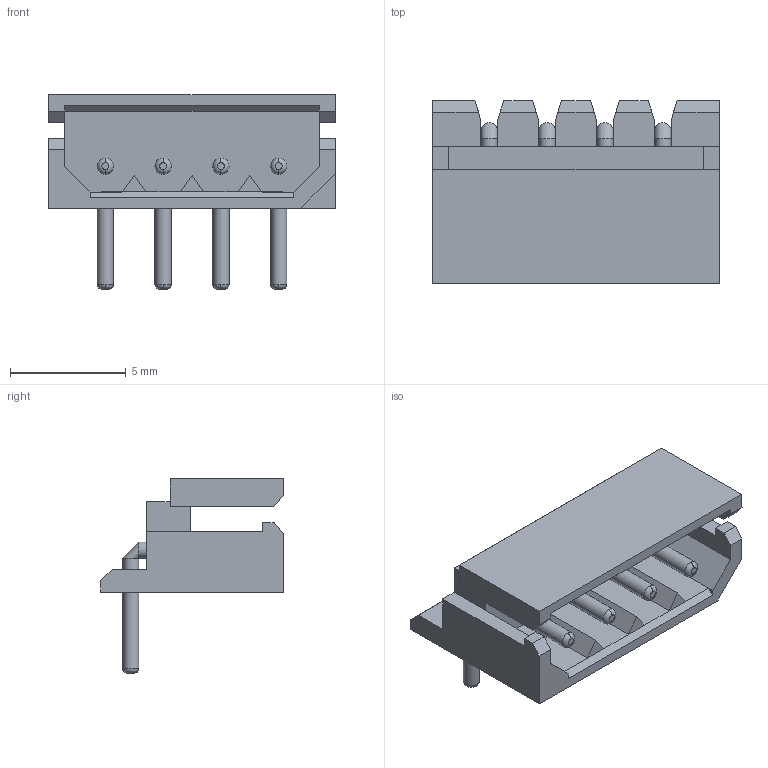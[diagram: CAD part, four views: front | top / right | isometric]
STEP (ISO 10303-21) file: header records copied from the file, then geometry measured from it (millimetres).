
FILE_DESCRIPTION(/* description */ ('STEP AP214'),/* implementation_level */ '2;1');
FILE_NAME(/* name */ '60f4e5a6531b3c7425770d15',/* time_stamp */ '2021-07-19T02:38:32+00:00',/* author */ (''),/* organization */ (''),/* preprocessor_version */ 'ST-DEVELOPER v18.1',/* originating_system */ ' ',/* authorisation */ ' ');
FILE_SCHEMA (('AUTOMOTIVE_DESIGN {1 0 10303 214 3 1 1}'));
Length unit declared in the file: metre
Products named in the file (5): PIN 4; PIN 3; BASE; PIN 1; PIN 2
Bounding box: 12.4 x 7.9 x 8.4 mm (x, y, z)
Volume: 216.8 mm3; surface area: 595.9 mm2
Topology: 5 solids, 5 shells, 131 faces, 335 edges, 206 vertices
Faces by surface type: plane 99, torus 20, cylinder 12
Full cylindrical faces by diameter (mm): 0.7 x12
Entity records: 3888 total; most frequent: CARTESIAN_POINT 649, DIRECTION 647, ORIENTED_EDGE 622, EDGE_CURVE 311, LINE 247, VECTOR 247, VERTEX_POINT 202, AXIS2_PLACEMENT_3D 200
